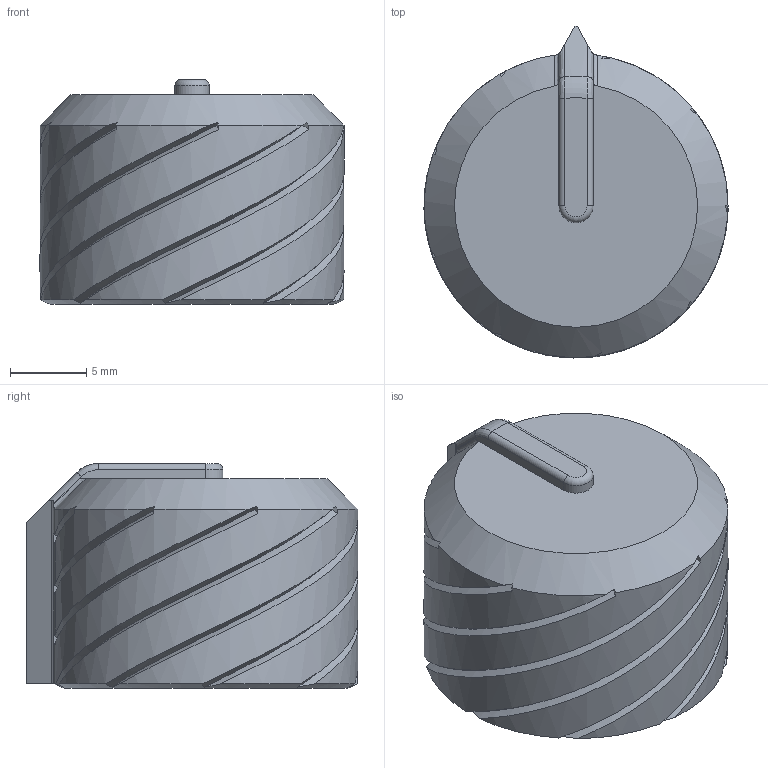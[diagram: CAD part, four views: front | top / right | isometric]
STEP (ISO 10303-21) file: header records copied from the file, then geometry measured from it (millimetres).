
FILE_DESCRIPTION(/* description */ (''),/* implementation_level */ '2;1');
FILE_NAME(/* name */ 'OSSM Remote Knob v2.step',/* time_stamp */ '2022-11-08T21:15:52-08:00',/* author */ (''),/* organization */ (''),/* preprocessor_version */ 'ST-DEVELOPER v19.2',/* originating_system */ 'Autodesk Translation Framework v11.17.0.187',/* authorisation */ '');
FILE_SCHEMA (('AUTOMOTIVE_DESIGN { 1 0 10303 214 3 1 1 }'));
Length unit declared in the file: millimetre
Products named in the file (1): OSSM Remote Knob
Bounding box: 20 x 21.83 x 14.79 mm (x, y, z)
Volume: 3200.9 mm3; surface area: 1920 mm2
Topology: 1 solids, 1 shells, 107 faces, 302 edges, 198 vertices
Faces by surface type: plane 36, cylinder 31, bspline 30, cone 8, torus 2
Full cylindrical faces by diameter (mm): 6.2 x1
Entity records: 4720 total; most frequent: CARTESIAN_POINT 2215, ORIENTED_EDGE 604, DIRECTION 385, EDGE_CURVE 302, VERTEX_POINT 198, AXIS2_PLACEMENT_3D 138, B_SPLINE_CURVE_WITH_KNOTS 126, LINE 109
